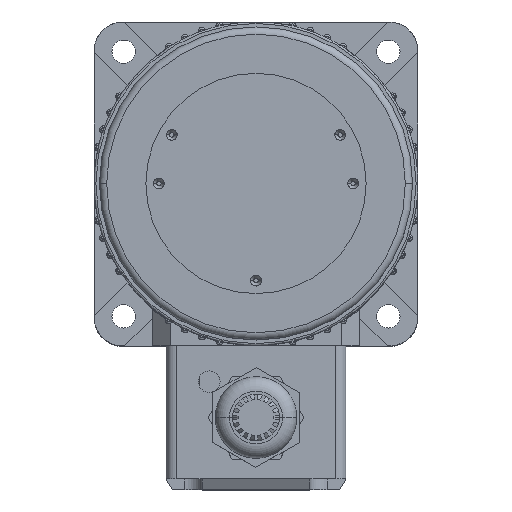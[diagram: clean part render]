
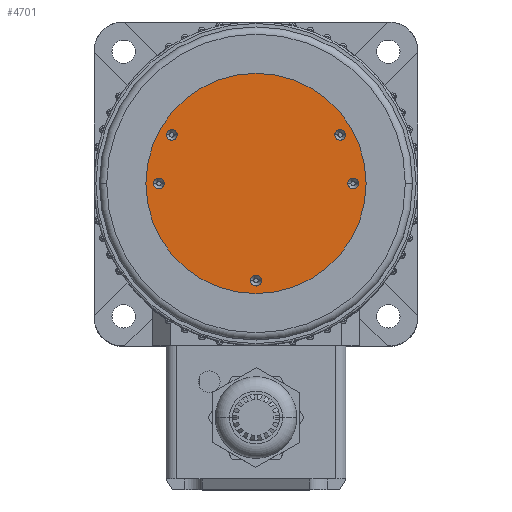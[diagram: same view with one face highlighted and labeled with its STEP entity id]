
A CAD part, top view. The second image highlights one B-rep face of the part: STEP entity #4701.
In plain terms, the highlighted planar face has unit normal (0, 0, 1).
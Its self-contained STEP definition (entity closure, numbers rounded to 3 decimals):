
#137 = CARTESIAN_POINT ( 'NONE',  ( -23.383, 13.5, 96. ) ) ;
#152 = AXIS2_PLACEMENT_3D ( 'NONE', #137, #11377, #1786 ) ;
#593 = CARTESIAN_POINT ( 'NONE',  ( 0., 0., 96. ) ) ;
#945 = VERTEX_POINT ( 'NONE', #1531 ) ;
#1024 = DIRECTION ( 'NONE',  ( 0., 0., 1. ) ) ;
#1072 = DIRECTION ( 'NONE',  ( 0., 0., 1. ) ) ;
#1121 = CIRCLE ( 'NONE', #10441, 30.6 ) ;
#1531 = CARTESIAN_POINT ( 'NONE',  ( 28.5, 0., 96. ) ) ;
#1657 = CIRCLE ( 'NONE', #15083, 1.5 ) ;
#1761 = CARTESIAN_POINT ( 'NONE',  ( 27., 0., 96. ) ) ;
#1786 = DIRECTION ( 'NONE',  ( 1., 0., 0. ) ) ;
#1863 = FACE_OUTER_BOUND ( 'NONE', #4876, .T. ) ;
#2094 = ORIENTED_EDGE ( 'NONE', *, *, #9902, .F. ) ;
#2347 = DIRECTION ( 'NONE',  ( 1., 0., 0. ) ) ;
#2475 = AXIS2_PLACEMENT_3D ( 'NONE', #2569, #13469, #4311 ) ;
#2569 = CARTESIAN_POINT ( 'NONE',  ( 27., 0., 96. ) ) ;
#2763 = CARTESIAN_POINT ( 'NONE',  ( -27., 0., 96. ) ) ;
#3048 = EDGE_CURVE ( 'NONE', #13928, #5041, #9583, .T. ) ;
#3283 = AXIS2_PLACEMENT_3D ( 'NONE', #593, #11857, #2347 ) ;
#3510 = DIRECTION ( 'NONE',  ( 1., 0., 0. ) ) ;
#3592 = ORIENTED_EDGE ( 'NONE', *, *, #15678, .F. ) ;
#3641 = CARTESIAN_POINT ( 'NONE',  ( -23.383, 13.5, 96. ) ) ;
#3669 = CIRCLE ( 'NONE', #17509, 30.6 ) ;
#4310 = DIRECTION ( 'NONE',  ( 0., 0., 1. ) ) ;
#4311 = DIRECTION ( 'NONE',  ( 1., 0., 0. ) ) ;
#4489 = DIRECTION ( 'NONE',  ( 1., 0., 0. ) ) ;
#4505 = CARTESIAN_POINT ( 'NONE',  ( 0., -27., 96. ) ) ;
#4528 = CARTESIAN_POINT ( 'NONE',  ( -24.883, 13.5, 96. ) ) ;
#4676 = ORIENTED_EDGE ( 'NONE', *, *, #19317, .F. ) ;
#4701 = ADVANCED_FACE ( 'NONE', ( #14297, #18138, #10917, #10450, #6342, #1863 ), #14666, .T. ) ;
#4765 = ORIENTED_EDGE ( 'NONE', *, *, #6207, .F. ) ;
#4876 = EDGE_LOOP ( 'NONE', ( #6397, #18078 ) ) ;
#4970 = CARTESIAN_POINT ( 'NONE',  ( -28.5, 0., 96. ) ) ;
#5014 = CIRCLE ( 'NONE', #12817, 1.5 ) ;
#5041 = VERTEX_POINT ( 'NONE', #6508 ) ;
#5049 = CARTESIAN_POINT ( 'NONE',  ( -30.6, 0., 96. ) ) ;
#5132 = ORIENTED_EDGE ( 'NONE', *, *, #16294, .F. ) ;
#5318 = DIRECTION ( 'NONE',  ( 1., 0., 0. ) ) ;
#5522 = VERTEX_POINT ( 'NONE', #15194 ) ;
#6147 = DIRECTION ( 'NONE',  ( 1., 0., 0. ) ) ;
#6153 = VERTEX_POINT ( 'NONE', #5049 ) ;
#6163 = AXIS2_PLACEMENT_3D ( 'NONE', #10736, #1072, #12225 ) ;
#6207 = EDGE_CURVE ( 'NONE', #8694, #945, #5014, .T. ) ;
#6342 = FACE_BOUND ( 'NONE', #18732, .T. ) ;
#6397 = ORIENTED_EDGE ( 'NONE', *, *, #7044, .T. ) ;
#6508 = CARTESIAN_POINT ( 'NONE',  ( 24.883, 13.5, 96. ) ) ;
#6696 = CARTESIAN_POINT ( 'NONE',  ( 30.6, 0., 96. ) ) ;
#6744 = AXIS2_PLACEMENT_3D ( 'NONE', #4505, #15071, #6147 ) ;
#6808 = VERTEX_POINT ( 'NONE', #8325 ) ;
#6856 = EDGE_LOOP ( 'NONE', ( #19271, #11322 ) ) ;
#7044 = EDGE_CURVE ( 'NONE', #10706, #6153, #3669, .T. ) ;
#7321 = DIRECTION ( 'NONE',  ( 0., 0., 1. ) ) ;
#7515 = DIRECTION ( 'NONE',  ( 0., 0., 1. ) ) ;
#7525 = CARTESIAN_POINT ( 'NONE',  ( 21.883, 13.5, 96. ) ) ;
#7539 = VERTEX_POINT ( 'NONE', #16338 ) ;
#7733 = VERTEX_POINT ( 'NONE', #4970 ) ;
#8166 = ORIENTED_EDGE ( 'NONE', *, *, #13994, .F. ) ;
#8325 = CARTESIAN_POINT ( 'NONE',  ( -25.5, 0., 96. ) ) ;
#8694 = VERTEX_POINT ( 'NONE', #14994 ) ;
#8816 = CARTESIAN_POINT ( 'NONE',  ( 23.383, 13.5, 96. ) ) ;
#9583 = CIRCLE ( 'NONE', #10340, 1.5 ) ;
#9691 = EDGE_LOOP ( 'NONE', ( #5132, #13471 ) ) ;
#9902 = EDGE_CURVE ( 'NONE', #945, #8694, #10306, .T. ) ;
#10164 = CARTESIAN_POINT ( 'NONE',  ( -1.5, -27., 96. ) ) ;
#10299 = DIRECTION ( 'NONE',  ( 1., 0., 0. ) ) ;
#10306 = CIRCLE ( 'NONE', #2475, 1.5 ) ;
#10340 = AXIS2_PLACEMENT_3D ( 'NONE', #8816, #18961, #10299 ) ;
#10356 = VERTEX_POINT ( 'NONE', #10164 ) ;
#10441 = AXIS2_PLACEMENT_3D ( 'NONE', #13468, #4310, #14913 ) ;
#10450 = FACE_BOUND ( 'NONE', #15995, .T. ) ;
#10692 = CARTESIAN_POINT ( 'NONE',  ( 0., -27., 96. ) ) ;
#10706 = VERTEX_POINT ( 'NONE', #6696 ) ;
#10736 = CARTESIAN_POINT ( 'NONE',  ( 23.383, 13.5, 96. ) ) ;
#10917 = FACE_BOUND ( 'NONE', #18060, .T. ) ;
#11020 = CIRCLE ( 'NONE', #152, 1.5 ) ;
#11322 = ORIENTED_EDGE ( 'NONE', *, *, #13209, .F. ) ;
#11377 = DIRECTION ( 'NONE',  ( 0., 0., 1. ) ) ;
#11857 = DIRECTION ( 'NONE',  ( 0., 0., 1. ) ) ;
#12183 = DIRECTION ( 'NONE',  ( 1., 0., 0. ) ) ;
#12225 = DIRECTION ( 'NONE',  ( 1., 0., 0. ) ) ;
#12486 = EDGE_CURVE ( 'NONE', #5522, #15714, #11020, .T. ) ;
#12760 = CIRCLE ( 'NONE', #14313, 1.5 ) ;
#12800 = DIRECTION ( 'NONE',  ( 0., 0., 1. ) ) ;
#12817 = AXIS2_PLACEMENT_3D ( 'NONE', #1761, #12800, #3510 ) ;
#13209 = EDGE_CURVE ( 'NONE', #15714, #5522, #19596, .T. ) ;
#13242 = CIRCLE ( 'NONE', #6744, 1.5 ) ;
#13468 = CARTESIAN_POINT ( 'NONE',  ( 0., 0., 96. ) ) ;
#13469 = DIRECTION ( 'NONE',  ( 0., 0., 1. ) ) ;
#13471 = ORIENTED_EDGE ( 'NONE', *, *, #3048, .F. ) ;
#13632 = DIRECTION ( 'NONE',  ( 0., 0., 1. ) ) ;
#13928 = VERTEX_POINT ( 'NONE', #7525 ) ;
#13994 = EDGE_CURVE ( 'NONE', #7733, #6808, #19338, .T. ) ;
#14297 = FACE_BOUND ( 'NONE', #9691, .T. ) ;
#14313 = AXIS2_PLACEMENT_3D ( 'NONE', #10692, #1024, #12183 ) ;
#14353 = DIRECTION ( 'NONE',  ( 0., 0., 1. ) ) ;
#14666 = PLANE ( 'NONE',  #3283 ) ;
#14913 = DIRECTION ( 'NONE',  ( 1., 0., 0. ) ) ;
#14994 = CARTESIAN_POINT ( 'NONE',  ( 25.5, 0., 96. ) ) ;
#15071 = DIRECTION ( 'NONE',  ( 0., 0., 1. ) ) ;
#15083 = AXIS2_PLACEMENT_3D ( 'NONE', #16291, #7515, #17766 ) ;
#15103 = EDGE_CURVE ( 'NONE', #6808, #7733, #1657, .T. ) ;
#15193 = CIRCLE ( 'NONE', #6163, 1.5 ) ;
#15194 = CARTESIAN_POINT ( 'NONE',  ( -21.883, 13.5, 96. ) ) ;
#15632 = EDGE_CURVE ( 'NONE', #6153, #10706, #1121, .T. ) ;
#15678 = EDGE_CURVE ( 'NONE', #7539, #10356, #12760, .T. ) ;
#15714 = VERTEX_POINT ( 'NONE', #4528 ) ;
#15995 = EDGE_LOOP ( 'NONE', ( #2094, #4765 ) ) ;
#16119 = CARTESIAN_POINT ( 'NONE',  ( 0., 0., 96. ) ) ;
#16291 = CARTESIAN_POINT ( 'NONE',  ( -27., 0., 96. ) ) ;
#16294 = EDGE_CURVE ( 'NONE', #5041, #13928, #15193, .T. ) ;
#16338 = CARTESIAN_POINT ( 'NONE',  ( 1.5, -27., 96. ) ) ;
#17509 = AXIS2_PLACEMENT_3D ( 'NONE', #16119, #7321, #17596 ) ;
#17596 = DIRECTION ( 'NONE',  ( 1., 0., 0. ) ) ;
#17766 = DIRECTION ( 'NONE',  ( 1., 0., 0. ) ) ;
#18060 = EDGE_LOOP ( 'NONE', ( #3592, #4676 ) ) ;
#18078 = ORIENTED_EDGE ( 'NONE', *, *, #15632, .T. ) ;
#18138 = FACE_BOUND ( 'NONE', #6856, .T. ) ;
#18732 = EDGE_LOOP ( 'NONE', ( #19438, #8166 ) ) ;
#18948 = AXIS2_PLACEMENT_3D ( 'NONE', #3641, #14353, #5318 ) ;
#18961 = DIRECTION ( 'NONE',  ( 0., 0., 1. ) ) ;
#19271 = ORIENTED_EDGE ( 'NONE', *, *, #12486, .F. ) ;
#19317 = EDGE_CURVE ( 'NONE', #10356, #7539, #13242, .T. ) ;
#19338 = CIRCLE ( 'NONE', #19789, 1.5 ) ;
#19438 = ORIENTED_EDGE ( 'NONE', *, *, #15103, .F. ) ;
#19596 = CIRCLE ( 'NONE', #18948, 1.5 ) ;
#19789 = AXIS2_PLACEMENT_3D ( 'NONE', #2763, #13632, #4489 ) ;
